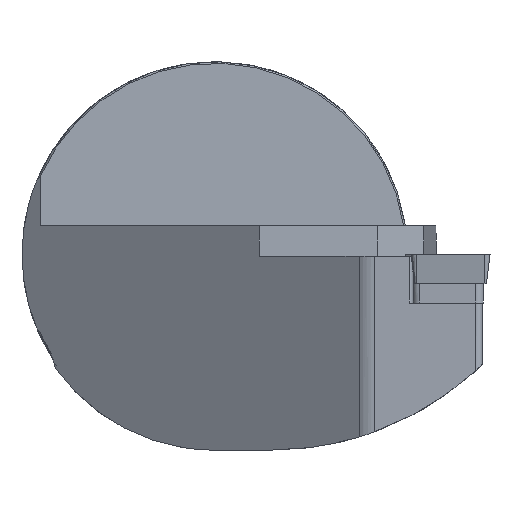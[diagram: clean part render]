
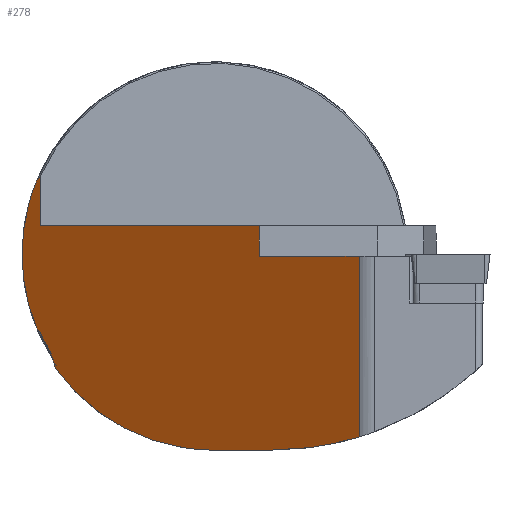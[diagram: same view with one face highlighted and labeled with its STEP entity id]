
A CAD part, left-side view. The second image highlights one B-rep face of the part: STEP entity #278.
In plain terms, the highlighted planar face has unit normal (-0.799, 0.602, 0).
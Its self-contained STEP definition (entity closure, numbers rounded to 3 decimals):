
#174=ELLIPSE('',#1462,62.607,50.);
#175=ELLIPSE('',#1463,29.086,20.915);
#176=ELLIPSE('',#1464,39.442,31.5);
#177=ELLIPSE('',#1465,29.086,20.915);
#178=ELLIPSE('',#1466,39.129,31.25);
#179=ELLIPSE('',#1467,40.068,32.);
#197=B_SPLINE_CURVE_WITH_KNOTS('',3,(#2141,#2142,#2143,#2144,#2145,#2146,
#2147),.UNSPECIFIED.,.F.,.F.,(4,3,4),(0.,0.406,1.),
 .UNSPECIFIED.);
#198=B_SPLINE_CURVE_WITH_KNOTS('',3,(#2149,#2150,#2151,#2152),
 .UNSPECIFIED.,.F.,.F.,(4,4),(0.,1.),.UNSPECIFIED.);
#278=ADVANCED_FACE('',(#397),#353,.F.);
#353=PLANE('',#1468);
#397=FACE_OUTER_BOUND('',#467,.T.);
#467=EDGE_LOOP('',(#618,#619,#620,#621,#622,#623,#624,#625,#626,#627,#628,
#629,#630,#631));
#618=ORIENTED_EDGE('',*,*,#1095,.T.);
#619=ORIENTED_EDGE('',*,*,#1096,.T.);
#620=ORIENTED_EDGE('',*,*,#1081,.F.);
#621=ORIENTED_EDGE('',*,*,#1097,.F.);
#622=ORIENTED_EDGE('',*,*,#1098,.T.);
#623=ORIENTED_EDGE('',*,*,#1099,.T.);
#624=ORIENTED_EDGE('',*,*,#1100,.F.);
#625=ORIENTED_EDGE('',*,*,#1101,.F.);
#626=ORIENTED_EDGE('',*,*,#1102,.F.);
#627=ORIENTED_EDGE('',*,*,#1103,.F.);
#628=ORIENTED_EDGE('',*,*,#1104,.F.);
#629=ORIENTED_EDGE('',*,*,#1105,.F.);
#630=ORIENTED_EDGE('',*,*,#1106,.T.);
#631=ORIENTED_EDGE('',*,*,#1107,.T.);
#946=VERTEX_POINT('',#2074);
#947=VERTEX_POINT('',#2076);
#956=VERTEX_POINT('',#2124);
#957=VERTEX_POINT('',#2125);
#958=VERTEX_POINT('',#2128);
#959=VERTEX_POINT('',#2130);
#960=VERTEX_POINT('',#2132);
#961=VERTEX_POINT('',#2134);
#962=VERTEX_POINT('',#2136);
#963=VERTEX_POINT('',#2138);
#964=VERTEX_POINT('',#2140);
#965=VERTEX_POINT('',#2148);
#966=VERTEX_POINT('',#2153);
#967=VERTEX_POINT('',#2155);
#1081=EDGE_CURVE('',#946,#947,#1252,.T.);
#1095=EDGE_CURVE('',#956,#957,#174,.T.);
#1096=EDGE_CURVE('',#957,#947,#1259,.T.);
#1097=EDGE_CURVE('',#958,#946,#1260,.T.);
#1098=EDGE_CURVE('',#958,#959,#1261,.T.);
#1099=EDGE_CURVE('',#959,#960,#1262,.T.);
#1100=EDGE_CURVE('',#961,#960,#175,.T.);
#1101=EDGE_CURVE('',#962,#961,#176,.T.);
#1102=EDGE_CURVE('',#963,#962,#177,.T.);
#1103=EDGE_CURVE('',#964,#963,#178,.T.);
#1104=EDGE_CURVE('',#965,#964,#197,.T.);
#1105=EDGE_CURVE('',#966,#965,#198,.T.);
#1106=EDGE_CURVE('',#966,#967,#179,.T.);
#1107=EDGE_CURVE('',#967,#956,#1263,.T.);
#1252=LINE('',#2075,#1343);
#1259=LINE('',#2126,#1350);
#1260=LINE('',#2127,#1351);
#1261=LINE('',#2129,#1352);
#1262=LINE('',#2131,#1353);
#1263=LINE('',#2156,#1354);
#1343=VECTOR('',#1630,1.);
#1350=VECTOR('',#1655,1.);
#1351=VECTOR('',#1656,1.);
#1352=VECTOR('',#1657,1.);
#1353=VECTOR('',#1658,1.);
#1354=VECTOR('',#1669,1.);
#1462=AXIS2_PLACEMENT_3D('',#2123,#1653,#1654);
#1463=AXIS2_PLACEMENT_3D('',#2133,#1659,#1660);
#1464=AXIS2_PLACEMENT_3D('',#2135,#1661,#1662);
#1465=AXIS2_PLACEMENT_3D('',#2137,#1663,#1664);
#1466=AXIS2_PLACEMENT_3D('',#2139,#1665,#1666);
#1467=AXIS2_PLACEMENT_3D('',#2154,#1667,#1668);
#1468=AXIS2_PLACEMENT_3D('',#2157,#1670,#1671);
#1630=DIRECTION('',(-0.602,-0.799,0.));
#1653=DIRECTION('',(-0.799,0.602,0.));
#1654=DIRECTION('',(-0.602,-0.799,0.));
#1655=DIRECTION('',(0.,0.,1.));
#1656=DIRECTION('',(0.,0.,-1.));
#1657=DIRECTION('',(0.602,0.799,0.));
#1658=DIRECTION('',(0.,0.,1.));
#1659=DIRECTION('',(0.799,-0.602,0.));
#1660=DIRECTION('',(0.602,0.799,0.));
#1661=DIRECTION('',(0.799,-0.602,0.));
#1662=DIRECTION('',(-0.602,-0.799,0.));
#1663=DIRECTION('',(0.799,-0.602,0.));
#1664=DIRECTION('',(0.602,0.799,0.));
#1665=DIRECTION('',(0.799,-0.602,0.));
#1666=DIRECTION('',(-0.602,-0.799,0.));
#1667=DIRECTION('',(-0.799,0.602,0.));
#1668=DIRECTION('',(-0.602,-0.799,0.));
#1669=DIRECTION('',(-0.602,-0.799,0.));
#1670=DIRECTION('',(0.799,-0.602,0.));
#1671=DIRECTION('',(0.602,0.799,0.));
#2074=CARTESIAN_POINT('',(16.,-7.287,-0.3));
#2075=CARTESIAN_POINT('',(48.235,35.49,-0.3));
#2076=CARTESIAN_POINT('',(3.705,-23.603,-0.3));
#2123=CARTESIAN_POINT('',(14.691,-9.024,18.));
#2124=CARTESIAN_POINT('',(14.691,-9.024,-32.));
#2125=CARTESIAN_POINT('',(3.705,-23.603,-29.827));
#2126=CARTESIAN_POINT('',(3.705,-23.603,50.));
#2127=CARTESIAN_POINT('',(16.,-7.287,50.));
#2128=CARTESIAN_POINT('',(16.,-7.287,4.7));
#2129=CARTESIAN_POINT('',(1.279,-26.822,4.7));
#2130=CARTESIAN_POINT('',(43.,28.543,4.7));
#2131=CARTESIAN_POINT('',(43.,28.543,31.5));
#2132=CARTESIAN_POINT('',(43.,28.543,12.722));
#2133=CARTESIAN_POINT('',(29.107,10.106,0.));
#2134=CARTESIAN_POINT('',(43.433,29.118,12.017));
#2135=CARTESIAN_POINT('',(21.491,0.,0.));
#2136=CARTESIAN_POINT('',(43.433,29.118,-12.017));
#2137=CARTESIAN_POINT('',(29.107,10.106,0.));
#2138=CARTESIAN_POINT('',(43.,28.543,-12.722));
#2139=CARTESIAN_POINT('',(21.491,0.,0.));
#2140=CARTESIAN_POINT('',(42.,27.216,-15.358));
#2141=CARTESIAN_POINT('',(41.307,26.297,-17.613));
#2142=CARTESIAN_POINT('',(41.371,26.382,-17.287));
#2143=CARTESIAN_POINT('',(41.452,26.489,-16.969));
#2144=CARTESIAN_POINT('',(41.542,26.609,-16.66));
#2145=CARTESIAN_POINT('',(41.674,26.783,-16.208));
#2146=CARTESIAN_POINT('',(41.825,26.984,-15.768));
#2147=CARTESIAN_POINT('',(42.,27.216,-15.358));
#2148=CARTESIAN_POINT('',(41.307,26.297,-17.613));
#2149=CARTESIAN_POINT('',(41.105,26.028,-18.615));
#2150=CARTESIAN_POINT('',(41.174,26.12,-18.282));
#2151=CARTESIAN_POINT('',(41.241,26.209,-17.948));
#2152=CARTESIAN_POINT('',(41.307,26.297,-17.613));
#2153=CARTESIAN_POINT('',(41.105,26.028,-18.615));
#2154=CARTESIAN_POINT('',(21.491,0.,0.));
#2155=CARTESIAN_POINT('',(21.491,0.,-32.));
#2156=CARTESIAN_POINT('',(29.652,10.83,-32.));
#2157=CARTESIAN_POINT('',(48.235,35.49,50.));
